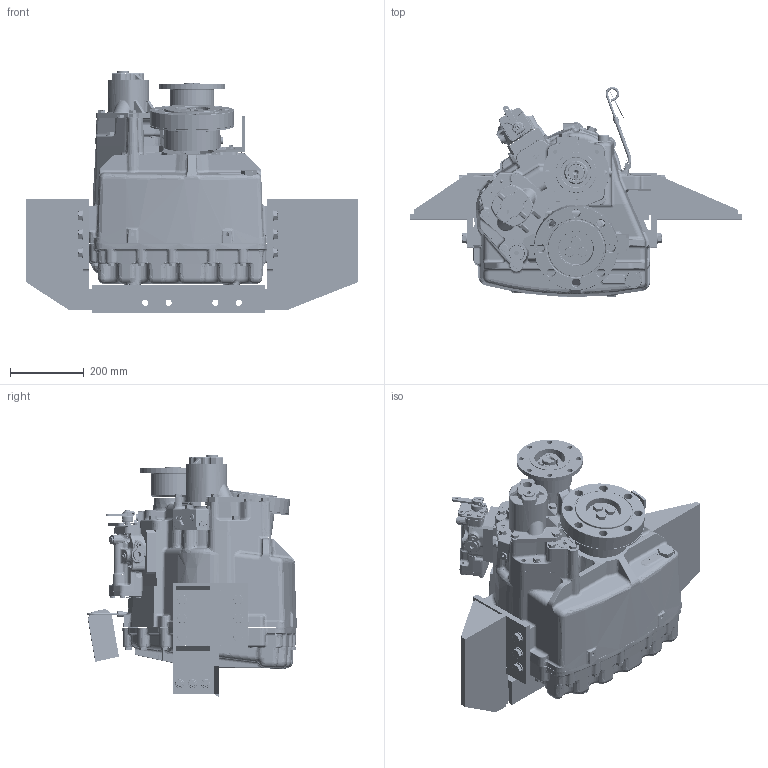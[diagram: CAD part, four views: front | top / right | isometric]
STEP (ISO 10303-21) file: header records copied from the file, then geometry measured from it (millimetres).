
FILE_DESCRIPTION (( 'STEP AP214' ), '1' );
FILE_NAME ('PX13366A.STEP', '2016-11-09T13:36:45', ( '' ), ( '' ), 'SwSTEP 2.0', 'SolidWorks 2015', '' );
FILE_SCHEMA (( 'AUTOMOTIVE_DESIGN' ));
Length unit declared in the file: millimetre
Products named in the file (1): PX13366A
Bounding box: 901.7 x 570.26 x 654.88 mm (x, y, z)
Surface area: 2737652.1 mm2 (no closed solid volume)
Topology: 0 solids, 306 shells, 3843 faces, 15246 edges, 11219 vertices
Faces by surface type: plane 1206, cylinder 975, bspline 847, cone 355, torus 341, sphere 119
Entity records: 263117 total; most frequent: CARTESIAN_POINT 104773, ORIENTED_EDGE 22501, DIRECTION 22299, EDGE_CURVE 15096, VERTEX_POINT 11199, AXIS2_PLACEMENT_3D 8447, CIRCLE 5450, LINE 5405
